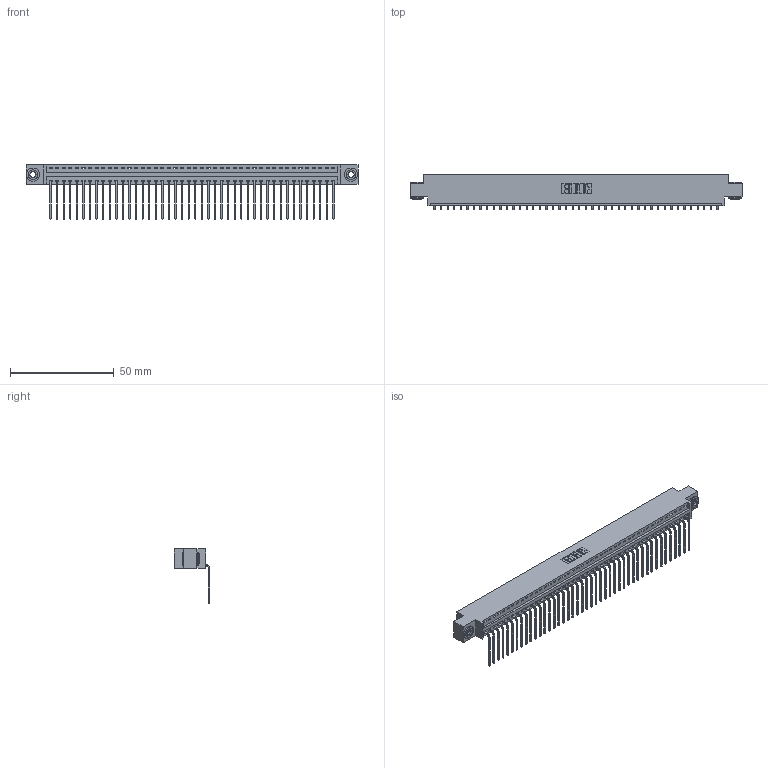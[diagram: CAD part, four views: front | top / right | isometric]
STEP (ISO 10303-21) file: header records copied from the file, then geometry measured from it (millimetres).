
FILE_DESCRIPTION (( 'STEP AP203' ), '1' );
FILE_NAME ('396-044-559-603.STEP', '2019-10-31T23:10:13', ( '' ), ( '' ), 'SwSTEP 2.0', 'SolidWorks 2016', '' );
FILE_SCHEMA (( 'CONFIG_CONTROL_DESIGN' ));
Length unit declared in the file: inch
Products named in the file (4): 346 Part_0.170 Offset - 0.156 Dia-TH; 345-292-001_558 559 Tail - 1; 345-250-002_345-250-002-102; 396-044-559-603
Assembly tree (47 placements, depth 2):
  396-044-559-603
    346 Part_0.170 Offset - 0.156 Dia-TH
    345-292-001_558 559 Tail - 1  x44
    345-250-002_345-250-002-102  x2
Bounding box: 160.27 x 17.08 x 26.16 mm (x, y, z)
Volume: 15366.9 mm3; surface area: 20482.3 mm2
Topology: 47 solids, 47 shells, 2804 faces, 8425 edges, 5554 vertices
Faces by surface type: plane 1938, cylinder 858, cone 8
Entity records: 27904 total; most frequent: CARTESIAN_POINT 4763, ORIENTED_EDGE 4734, DIRECTION 4229, EDGE_CURVE 2367, LINE 2035, VECTOR 2035, VERTEX_POINT 1574, AXIS2_PLACEMENT_3D 1097
